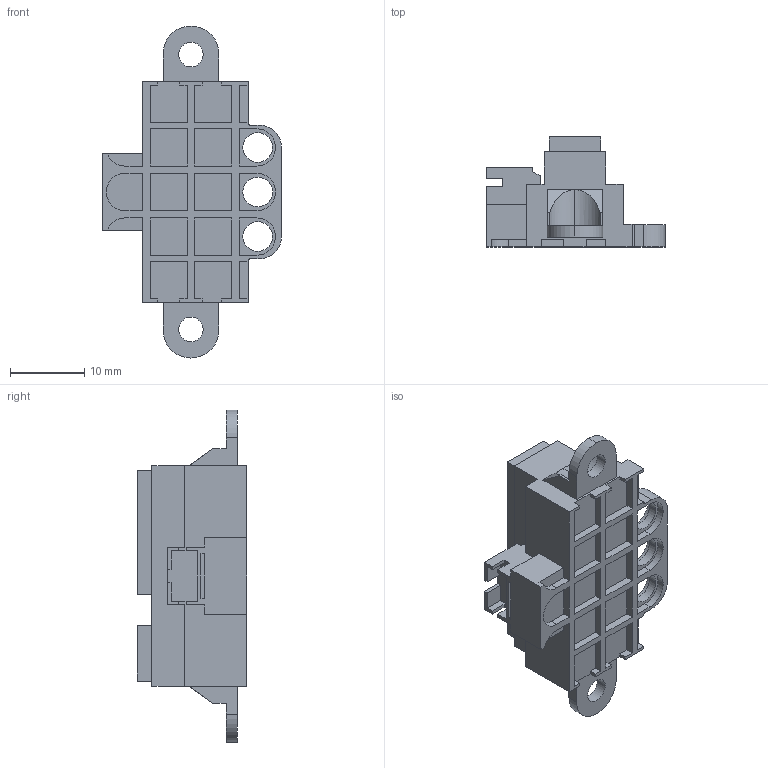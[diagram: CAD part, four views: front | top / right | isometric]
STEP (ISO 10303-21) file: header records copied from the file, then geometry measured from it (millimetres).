
FILE_DESCRIPTION (( 'STEP AP214' ), '1' );
FILE_NAME ('DMS.STEP', '2012-11-12T15:42:35', ( 'D.M.S.' ), ( '' ), 'SwSTEP 2.0', 'SolidWorks 2009', '' );
FILE_SCHEMA (( 'AUTOMOTIVE_DESIGN' ));
Length unit declared in the file: millimetre
Products named in the file (1): DMS
Bounding box: 24.1 x 14.8 x 44.7 mm (x, y, z)
Volume: 4935.8 mm3; surface area: 3260.3 mm2
Topology: 1 solids, 1 shells, 222 faces, 606 edges, 404 vertices
Faces by surface type: plane 180, cylinder 33, cone 5, sphere 4
Entity records: 7022 total; most frequent: CARTESIAN_POINT 1284, ORIENTED_EDGE 1212, DIRECTION 1122, EDGE_CURVE 606, VECTOR 518, LINE 518, VERTEX_POINT 404, AXIS2_PLACEMENT_3D 302
